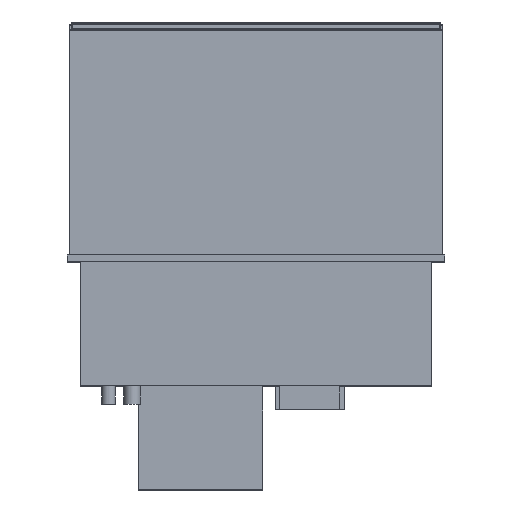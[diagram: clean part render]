
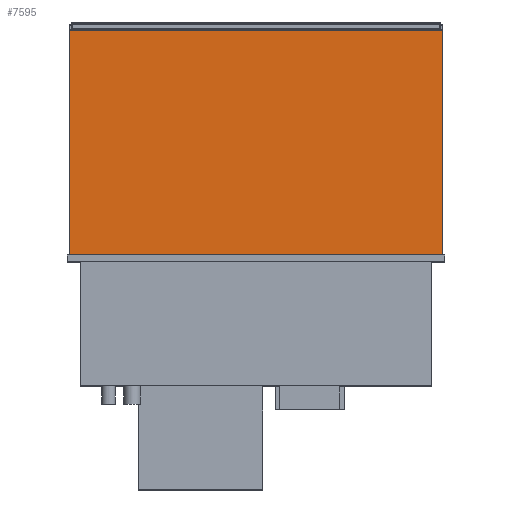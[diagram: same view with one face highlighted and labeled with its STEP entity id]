
A CAD part, top view. The second image highlights one B-rep face of the part: STEP entity #7595.
In plain terms, the highlighted planar face has unit normal (0, 0, 1).
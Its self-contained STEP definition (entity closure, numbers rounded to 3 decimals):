
#693=FACE_OUTER_BOUND('',#1143,.T.);
#1143=EDGE_LOOP('',(#6683,#6684,#6685,#6686));
#2020=LINE('',#12291,#2938);
#2031=LINE('',#12315,#2949);
#2032=LINE('',#12316,#2950);
#2033=LINE('',#12317,#2951);
#2938=VECTOR('',#10139,10.);
#2949=VECTOR('',#10154,10.);
#2950=VECTOR('',#10155,10.);
#2951=VECTOR('',#10156,10.);
#3654=VERTEX_POINT('',#12288);
#3655=VERTEX_POINT('',#12290);
#3665=VERTEX_POINT('',#12313);
#3666=VERTEX_POINT('',#12314);
#4668=EDGE_CURVE('',#3654,#3655,#2020,.T.);
#4679=EDGE_CURVE('',#3665,#3666,#2031,.T.);
#4680=EDGE_CURVE('',#3666,#3655,#2032,.T.);
#4681=EDGE_CURVE('',#3665,#3654,#2033,.T.);
#6683=ORIENTED_EDGE('',*,*,#4679,.T.);
#6684=ORIENTED_EDGE('',*,*,#4680,.T.);
#6685=ORIENTED_EDGE('',*,*,#4668,.F.);
#6686=ORIENTED_EDGE('',*,*,#4681,.F.);
#7160=PLANE('',#8212);
#7595=ADVANCED_FACE('',(#693),#7160,.T.);
#8212=AXIS2_PLACEMENT_3D('',#12312,#10152,#10153);
#10139=DIRECTION('',(1.,0.,0.));
#10152=DIRECTION('center_axis',(0.,0.,1.));
#10153=DIRECTION('ref_axis',(1.,0.,0.));
#10154=DIRECTION('',(1.,0.,0.));
#10155=DIRECTION('',(0.,1.,0.));
#10156=DIRECTION('',(0.,1.,0.));
#12288=CARTESIAN_POINT('',(-557.5,690.,347.5));
#12290=CARTESIAN_POINT('',(557.5,690.,347.5));
#12291=CARTESIAN_POINT('',(-557.5,690.,347.5));
#12312=CARTESIAN_POINT('Origin',(-557.5,20.,347.5));
#12313=CARTESIAN_POINT('',(-557.5,20.,347.5));
#12314=CARTESIAN_POINT('',(557.5,20.,347.5));
#12315=CARTESIAN_POINT('',(-557.5,20.,347.5));
#12316=CARTESIAN_POINT('',(557.5,20.,347.5));
#12317=CARTESIAN_POINT('',(-557.5,20.,347.5));
